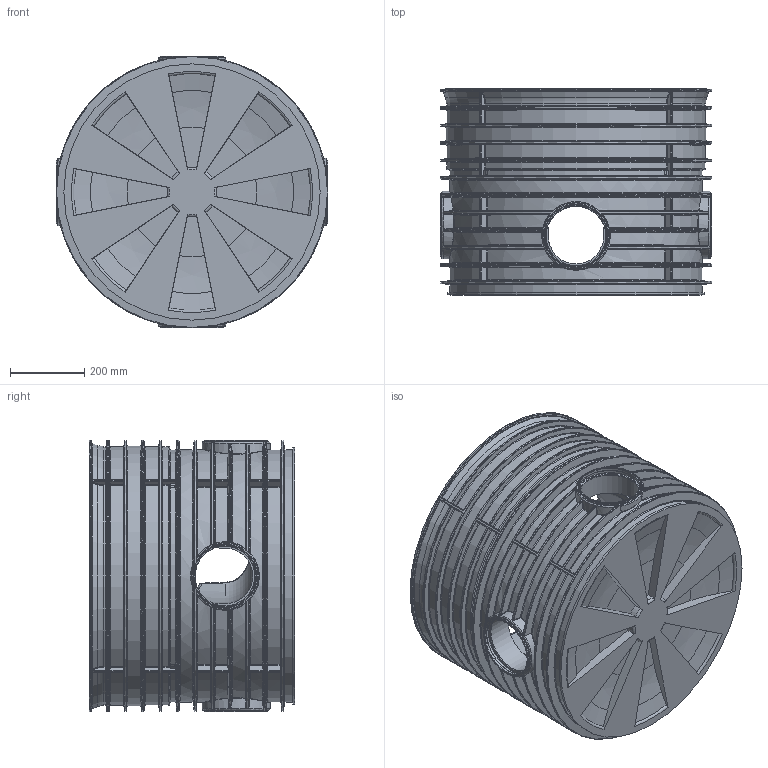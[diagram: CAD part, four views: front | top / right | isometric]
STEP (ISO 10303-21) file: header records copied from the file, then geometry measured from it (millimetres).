
FILE_DESCRIPTION(/* description */ (''),/* implementation_level */ '2;1');
FILE_NAME(/* name */ '661010z.stp',/* time_stamp */ '2024-09-09T10:20:07+02:00',/* author */ ('corinna'),/* organization */ (''),/* preprocessor_version */ 'ST-DEVELOPER v20',/* originating_system */ 'Autodesk Inventor 2024',/* authorisation */ '');
FILE_SCHEMA (('AUTOMOTIVE_DESIGN { 1 0 10303 214 3 1 1 }'));
Length unit declared in the file: millimetre
Products named in the file (3): 661010z; 661010 Schachtboden DN600 Grundkörper; 661010 Schacht DN600 Boden
Assembly tree (2 placements, depth 2):
  661010z
    661010 Schachtboden DN600 Grundkörper
    661010 Schacht DN600 Boden
Bounding box: 732 x 554.5 x 732 mm (x, y, z)
Volume: 23561150.9 mm3; surface area: 5620037.5 mm2
Topology: 2 solids, 26 shells, 2157 faces, 5102 edges, 2869 vertices
Faces by surface type: bspline 949, cylinder 368, torus 315, plane 194, cone 183, sphere 148
Full cylindrical faces by diameter (mm): 120 x1, 135 x1, 150 x1, 160.5 x4, 160.7 x4, 160.8 x4, 173.8 x4, 640 x1, 650 x1, 666 x2, 681 x2, 685 x1, 690 x1, 700 x1, 731 x3
Entity records: 91146 total; most frequent: CARTESIAN_POINT 48242, ORIENTED_EDGE 9900, DIRECTION 7423, EDGE_CURVE 4950, AXIS2_PLACEMENT_3D 3425, VERTEX_POINT 2869, EDGE_LOOP 2197, CIRCLE 2180
